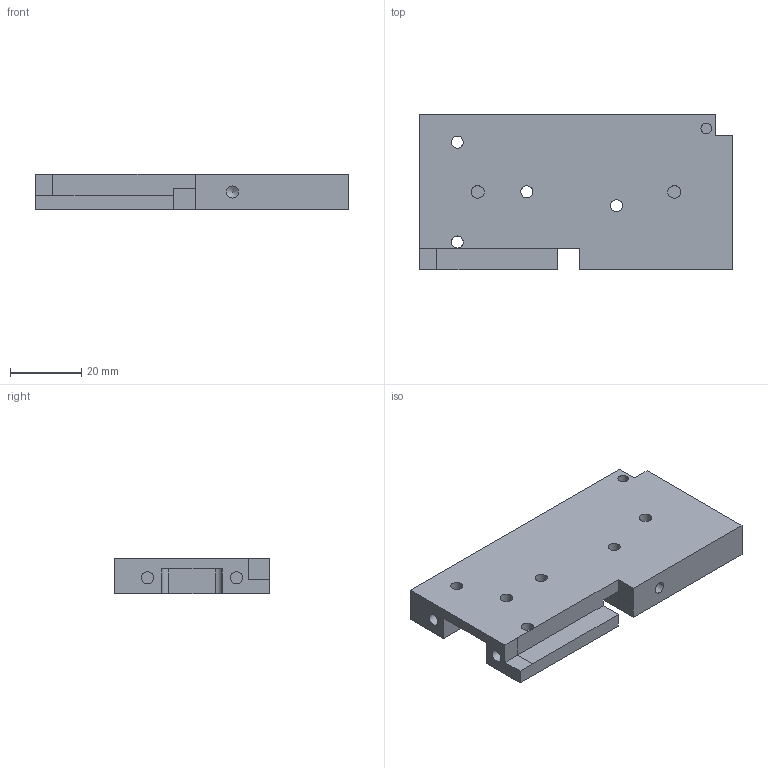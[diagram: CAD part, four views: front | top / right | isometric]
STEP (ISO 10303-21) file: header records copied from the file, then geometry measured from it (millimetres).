
FILE_DESCRIPTION(('FreeCAD Model'),'2;1');
FILE_NAME('Open CASCADE Shape Model','2025-01-26T20:15:09',(''),(''), 'Open CASCADE STEP processor 7.8','FreeCAD','Unknown');
FILE_SCHEMA(('AUTOMOTIVE_DESIGN { 1 0 10303 214 1 1 1 1 }'));
Length unit declared in the file: millimetre
Products named in the file (1): Base
Bounding box: 88.25 x 43.75 x 10 mm (x, y, z)
Volume: 30885.8 mm3; surface area: 12389.4 mm2
Topology: 1 solids, 1 shells, 56 faces, 138 edges, 90 vertices
Faces by surface type: plane 41, cylinder 13, cone 2
Full cylindrical faces by diameter (mm): 3 x1, 3.4 x8, 3.6 x2
Entity records: 1668 total; most frequent: CARTESIAN_POINT 283, DIRECTION 276, ORIENTED_EDGE 272, EDGE_CURVE 136, LINE 110, VECTOR 110, VERTEX_POINT 90, AXIS2_PLACEMENT_3D 83
